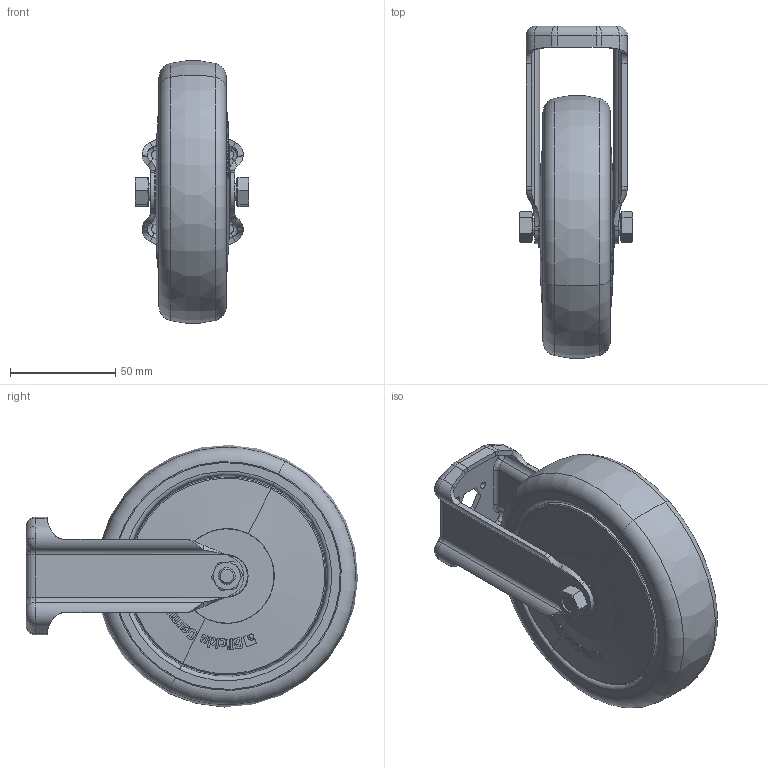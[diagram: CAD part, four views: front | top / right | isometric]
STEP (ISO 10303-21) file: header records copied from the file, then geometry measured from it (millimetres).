
FILE_DESCRIPTION (( 'STEP AP214' ), '1' );
FILE_NAME ('Accessories for aluminium profiles098F125UN.step', '2016-10-19T17:28:10', ( '' ), ( '' ), 'SwSTEP 2.0', 'SolidWorks 2016', '' );
FILE_SCHEMA (( 'AUTOMOTIVE_DESIGN' ));
Length unit declared in the file: millimetre
Products named in the file (5): PATH_126_8K-FK-744869_214_selction no pls; 098FR.u.Tab_098F125; 4DIN934M08M; 4DIN931M08048MS01; Accessories for aluminium profiles098F125UN
Assembly tree (4 placements, depth 2):
  Accessories for aluminium profiles098F125UN
    4DIN931M08048MS01
    4DIN934M08M
    098FR.u.Tab_098F125
    PATH_126_8K-FK-744869_214_selction no pls
Bounding box: 54.2 x 157.84 x 124.69 mm (x, y, z)
Volume: 273452.3 mm3; surface area: 98957.9 mm2
Topology: 4 solids, 4 shells, 1673 faces, 4406 edges, 2879 vertices
Faces by surface type: plane 804, bspline 585, cone 123, cylinder 106, torus 55
Entity records: 95653 total; most frequent: CARTESIAN_POINT 45769, ORIENTED_EDGE 8812, DIRECTION 5082, EDGE_CURVE 4406, VERTEX_POINT 2879, LINE 2124, VECTOR 2124, B_SPLINE_CURVE_WITH_KNOTS 1892
